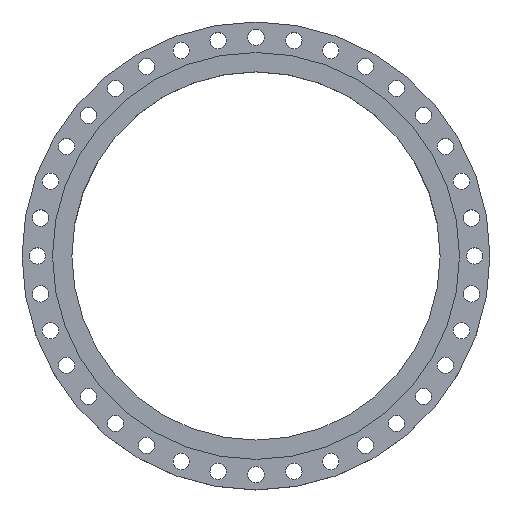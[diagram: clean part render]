
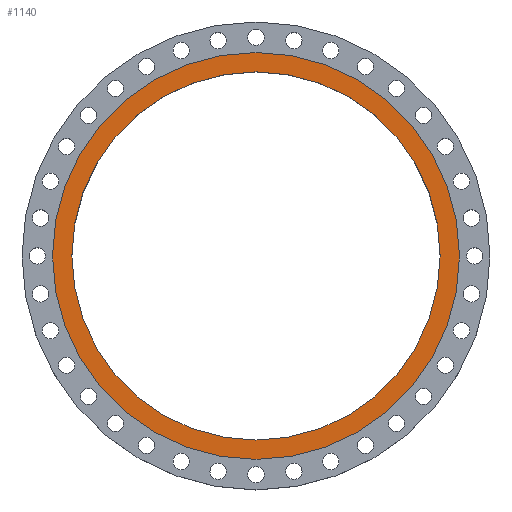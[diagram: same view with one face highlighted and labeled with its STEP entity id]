
A CAD part, top view. The second image highlights one B-rep face of the part: STEP entity #1140.
In plain terms, the highlighted planar face has unit normal (0, 0, 1).
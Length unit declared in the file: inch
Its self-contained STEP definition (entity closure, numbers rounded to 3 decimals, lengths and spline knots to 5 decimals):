
#83 = ORIENTED_EDGE ( 'NONE', *, *, #311, .F. ) ;
#94 = DIRECTION ( 'NONE',  ( 1., 0., 0. ) ) ;
#146 = ORIENTED_EDGE ( 'NONE', *, *, #2071, .T. ) ;
#311 = EDGE_CURVE ( 'NONE', #2267, #799, #1300, .T. ) ;
#388 = CARTESIAN_POINT ( 'NONE',  ( -22.625, 0., 0. ) ) ;
#468 = EDGE_CURVE ( 'NONE', #2088, #2034, #2670, .T. ) ;
#540 = DIRECTION ( 'NONE',  ( 0., 0., -1. ) ) ;
#578 = CIRCLE ( 'NONE', #780, 22.625 ) ;
#684 = DIRECTION ( 'NONE',  ( 0., 0., 1. ) ) ;
#775 = FACE_BOUND ( 'NONE', #1031, .T. ) ;
#780 = AXIS2_PLACEMENT_3D ( 'NONE', #2505, #808, #793 ) ;
#793 = DIRECTION ( 'NONE',  ( 1., 0., 0. ) ) ;
#799 = VERTEX_POINT ( 'NONE', #3008 ) ;
#808 = DIRECTION ( 'NONE',  ( 0., 0., 1. ) ) ;
#823 = CARTESIAN_POINT ( 'NONE',  ( 0., 0., 0. ) ) ;
#824 = AXIS2_PLACEMENT_3D ( 'NONE', #1823, #540, #2494 ) ;
#1031 = EDGE_LOOP ( 'NONE', ( #2191, #83 ) ) ;
#1041 = CARTESIAN_POINT ( 'NONE',  ( 0., 0., 0. ) ) ;
#1140 = ADVANCED_FACE ( 'NONE', ( #775, #1591 ), #2540, .F. ) ;
#1300 = CIRCLE ( 'NONE', #2568, 22.625 ) ;
#1498 = CARTESIAN_POINT ( 'NONE',  ( 0., 0., 0. ) ) ;
#1591 = FACE_OUTER_BOUND ( 'NONE', #2567, .T. ) ;
#1688 = DIRECTION ( 'NONE',  ( 1., 0., 0. ) ) ;
#1823 = CARTESIAN_POINT ( 'NONE',  ( 0., 22.625, 0. ) ) ;
#2034 = VERTEX_POINT ( 'NONE', #3168 ) ;
#2054 = CARTESIAN_POINT ( 'NONE',  ( 25., 0., 0. ) ) ;
#2071 = EDGE_CURVE ( 'NONE', #2034, #2088, #2274, .T. ) ;
#2088 = VERTEX_POINT ( 'NONE', #2054 ) ;
#2191 = ORIENTED_EDGE ( 'NONE', *, *, #2484, .F. ) ;
#2267 = VERTEX_POINT ( 'NONE', #388 ) ;
#2274 = CIRCLE ( 'NONE', #3092, 25. ) ;
#2419 = ORIENTED_EDGE ( 'NONE', *, *, #468, .T. ) ;
#2484 = EDGE_CURVE ( 'NONE', #799, #2267, #578, .T. ) ;
#2494 = DIRECTION ( 'NONE',  ( -1., 0., 0. ) ) ;
#2505 = CARTESIAN_POINT ( 'NONE',  ( 0., 0., 0. ) ) ;
#2523 = AXIS2_PLACEMENT_3D ( 'NONE', #823, #2978, #2535 ) ;
#2535 = DIRECTION ( 'NONE',  ( 1., 0., 0. ) ) ;
#2540 = PLANE ( 'NONE',  #824 ) ;
#2567 = EDGE_LOOP ( 'NONE', ( #2419, #146 ) ) ;
#2568 = AXIS2_PLACEMENT_3D ( 'NONE', #1498, #684, #1688 ) ;
#2670 = CIRCLE ( 'NONE', #2523, 25. ) ;
#2978 = DIRECTION ( 'NONE',  ( 0., 0., 1. ) ) ;
#3008 = CARTESIAN_POINT ( 'NONE',  ( 22.625, 0., 0. ) ) ;
#3014 = DIRECTION ( 'NONE',  ( 0., 0., 1. ) ) ;
#3092 = AXIS2_PLACEMENT_3D ( 'NONE', #1041, #3014, #94 ) ;
#3168 = CARTESIAN_POINT ( 'NONE',  ( -25., 0., 0. ) ) ;
